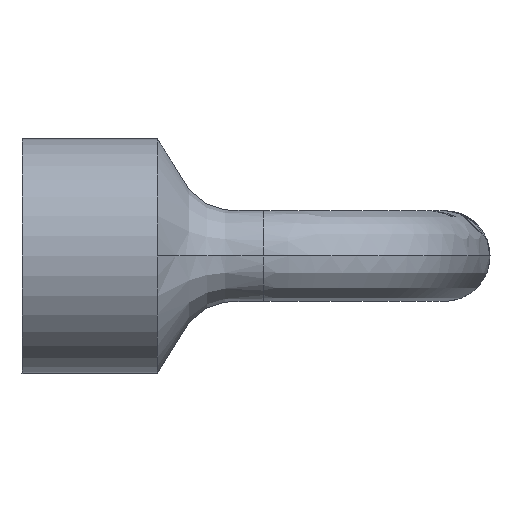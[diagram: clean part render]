
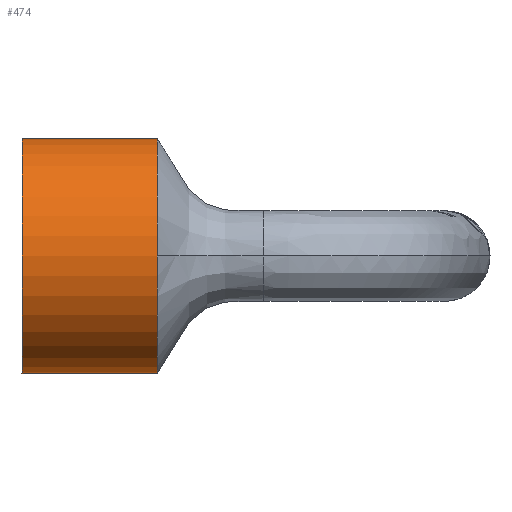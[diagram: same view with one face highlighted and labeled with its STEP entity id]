
A CAD part, front view. The second image highlights one B-rep face of the part: STEP entity #474.
In plain terms, the highlighted cylindrical face has radius 7.819 mm (diameter 15.637 mm), a full revolution.
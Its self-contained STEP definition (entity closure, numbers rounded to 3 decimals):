
#57=CIRCLE('',#534,7.818);
#59=CIRCLE('',#537,7.818);
#60=CIRCLE('',#538,7.818);
#61=CIRCLE('',#539,7.818);
#67=CYLINDRICAL_SURFACE('',#536,7.818);
#94=FACE_OUTER_BOUND('',#126,.T.);
#126=EDGE_LOOP('',(#422,#423,#424,#425,#426,#427));
#162=LINE('',#1580,#196);
#196=VECTOR('',#655,7.818);
#235=VERTEX_POINT('',#1425);
#236=VERTEX_POINT('',#1579);
#237=VERTEX_POINT('',#1581);
#238=VERTEX_POINT('',#1583);
#297=EDGE_CURVE('',#235,#235,#57,.T.);
#299=EDGE_CURVE('',#235,#236,#162,.T.);
#300=EDGE_CURVE('',#236,#237,#59,.T.);
#301=EDGE_CURVE('',#237,#238,#60,.T.);
#302=EDGE_CURVE('',#238,#236,#61,.T.);
#422=ORIENTED_EDGE('',*,*,#297,.F.);
#423=ORIENTED_EDGE('',*,*,#299,.T.);
#424=ORIENTED_EDGE('',*,*,#300,.T.);
#425=ORIENTED_EDGE('',*,*,#301,.T.);
#426=ORIENTED_EDGE('',*,*,#302,.T.);
#427=ORIENTED_EDGE('',*,*,#299,.F.);
#474=ADVANCED_FACE('',(#94),#67,.T.);
#534=AXIS2_PLACEMENT_3D('',#1426,#649,#650);
#536=AXIS2_PLACEMENT_3D('',#1578,#653,#654);
#537=AXIS2_PLACEMENT_3D('',#1582,#656,#657);
#538=AXIS2_PLACEMENT_3D('',#1584,#658,#659);
#539=AXIS2_PLACEMENT_3D('',#1585,#660,#661);
#649=DIRECTION('center_axis',(-1.,0.,0.));
#650=DIRECTION('ref_axis',(0.,-1.,0.));
#653=DIRECTION('center_axis',(-1.,0.,0.));
#654=DIRECTION('ref_axis',(0.,0.,1.));
#655=DIRECTION('',(1.,0.,0.));
#656=DIRECTION('center_axis',(-1.,0.,0.));
#657=DIRECTION('ref_axis',(0.,-1.,0.));
#658=DIRECTION('center_axis',(-1.,0.,0.));
#659=DIRECTION('ref_axis',(0.,1.,0.));
#660=DIRECTION('center_axis',(-1.,0.,0.));
#661=DIRECTION('ref_axis',(0.,-1.,0.));
#1425=CARTESIAN_POINT('',(0.,0.,-7.818));
#1426=CARTESIAN_POINT('Origin',(0.,0.,
0.));
#1578=CARTESIAN_POINT('Origin',(0.,0.,
0.));
#1579=CARTESIAN_POINT('',(8.966,0.,-7.818));
#1580=CARTESIAN_POINT('',(0.,0.,-7.818));
#1581=CARTESIAN_POINT('',(8.966,-7.818,0.));
#1582=CARTESIAN_POINT('Origin',(8.966,0.,0.));
#1583=CARTESIAN_POINT('',(8.966,7.818,0.));
#1584=CARTESIAN_POINT('Origin',(8.966,0.,0.));
#1585=CARTESIAN_POINT('Origin',(8.966,0.,0.));
